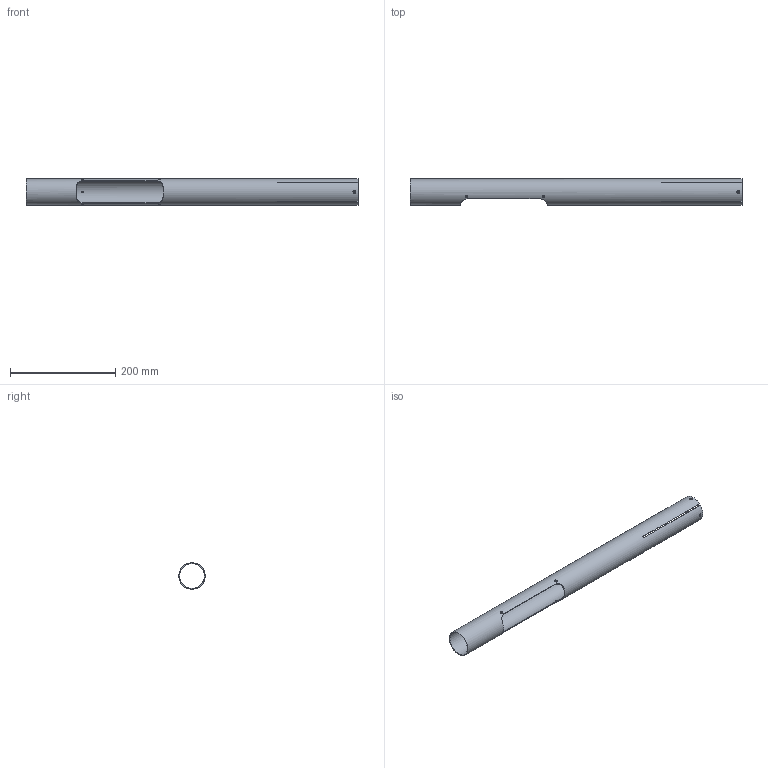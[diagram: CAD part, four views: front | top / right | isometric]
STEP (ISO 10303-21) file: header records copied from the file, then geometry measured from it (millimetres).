
FILE_DESCRIPTION(/* description */ (''),/* implementation_level */ '2;1');
FILE_NAME(/* name */ 'Fuselage Geometry.step',/* time_stamp */ '2023-08-01T22:48:39+02:00',/* author */ (''),/* organization */ (''),/* preprocessor_version */ 'ST-DEVELOPER v19.2',/* originating_system */ 'Autodesk Translation Framework v12.6.0.85',/* authorisation */ '');
FILE_SCHEMA (('AUTOMOTIVE_DESIGN { 1 0 10303 214 3 1 1 }'));
Length unit declared in the file: metre
Products named in the file (1): Fuselage Geometry
Bounding box: 630 x 50 x 50 mm (x, y, z)
Volume: 128858.4 mm3; surface area: 175053.1 mm2
Topology: 1 solids, 1 shells, 84 faces, 256 edges, 171 vertices
Faces by surface type: plane 53, cylinder 22, cone 9
Full cylindrical faces by diameter (mm): 2.5 x5, 5 x9, 47 x1, 50 x1
Entity records: 3554 total; most frequent: CARTESIAN_POINT 1226, ORIENTED_EDGE 512, DIRECTION 421, EDGE_CURVE 256, VERTEX_POINT 171, LINE 151, VECTOR 151, AXIS2_PLACEMENT_3D 135
